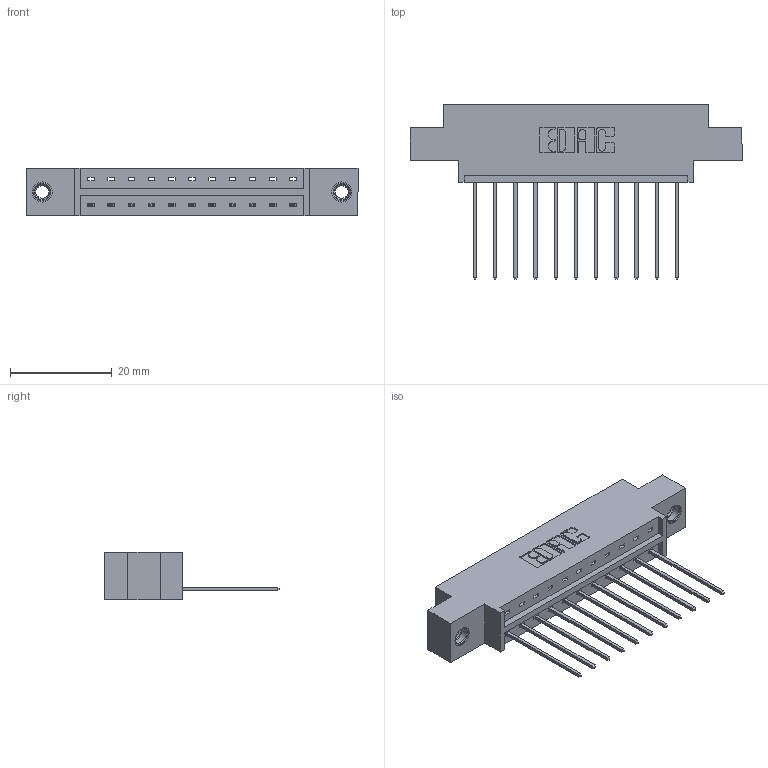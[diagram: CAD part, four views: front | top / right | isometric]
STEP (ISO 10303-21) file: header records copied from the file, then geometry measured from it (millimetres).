
FILE_DESCRIPTION (( 'STEP AP203' ), '1' );
FILE_NAME ('833-011-541-607.STEP', '2020-05-30T19:56:55', ( '' ), ( '' ), 'SwSTEP 2.0', 'SolidWorks 2020', '' );
FILE_SCHEMA (( 'CONFIG_CONTROL_DESIGN' ));
Length unit declared in the file: inch
Products named in the file (4): 833-011-541-607; 833 Part_Offset - .156 Dia - TI; 345-250-001_345-250-005-103; 345-292-001_345-293-141
Assembly tree (14 placements, depth 2):
  833-011-541-607
    833 Part_Offset - .156 Dia - TI
    345-292-001_345-293-141  x11
    345-250-001_345-250-005-103  x2
Bounding box: 65.13 x 34.3 x 9.4 mm (x, y, z)
Volume: 6081.9 mm3; surface area: 6835.9 mm2
Topology: 14 solids, 14 shells, 816 faces, 2395 edges, 1574 vertices
Faces by surface type: plane 568, cylinder 232, cone 12, torus 4
Entity records: 12070 total; most frequent: CARTESIAN_POINT 2070, ORIENTED_EDGE 2010, DIRECTION 1841, EDGE_CURVE 1005, VECTOR 857, LINE 857, VERTEX_POINT 664, AXIS2_PLACEMENT_3D 492
